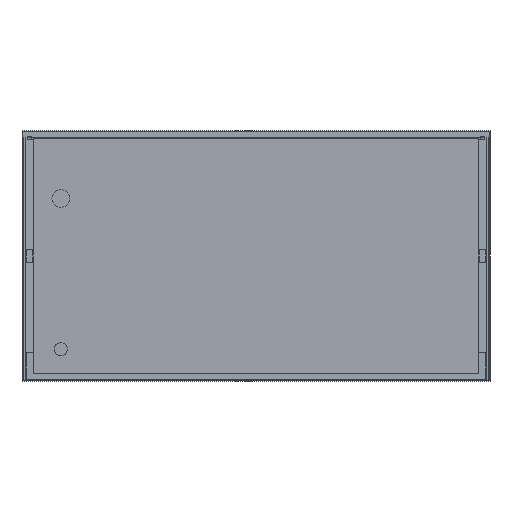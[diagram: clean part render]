
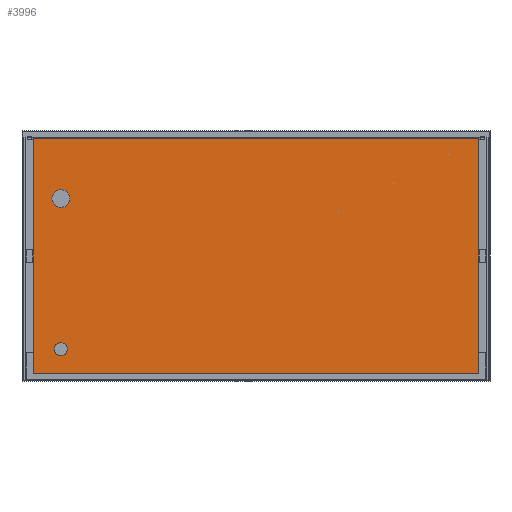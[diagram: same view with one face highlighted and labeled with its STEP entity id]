
A CAD part, front view. The second image highlights one B-rep face of the part: STEP entity #3996.
In plain terms, the highlighted planar face has unit normal (0, -1, 0).
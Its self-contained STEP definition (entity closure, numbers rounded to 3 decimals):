
#202=FACE_OUTER_BOUND('',#441,.T.);
#441=EDGE_LOOP('',(#2673,#2674,#2675,#2676));
#693=LINE('',#5658,#1201);
#697=LINE('',#5666,#1205);
#700=LINE('',#5672,#1208);
#703=LINE('',#5677,#1211);
#1201=VECTOR('',#4568,1000.);
#1205=VECTOR('',#4574,1000.);
#1208=VECTOR('',#4579,1000.);
#1211=VECTOR('',#4584,1000.);
#1709=VERTEX_POINT('',#5656);
#1710=VERTEX_POINT('',#5657);
#1713=VERTEX_POINT('',#5665);
#1715=VERTEX_POINT('',#5671);
#2089=EDGE_CURVE('',#1709,#1710,#693,.T.);
#2093=EDGE_CURVE('',#1710,#1713,#697,.T.);
#2096=EDGE_CURVE('',#1713,#1715,#700,.T.);
#2099=EDGE_CURVE('',#1715,#1709,#703,.T.);
#2673=ORIENTED_EDGE('',*,*,#2089,.F.);
#2674=ORIENTED_EDGE('',*,*,#2099,.F.);
#2675=ORIENTED_EDGE('',*,*,#2096,.F.);
#2676=ORIENTED_EDGE('',*,*,#2093,.F.);
#3774=PLANE('',#4279);
#3996=ADVANCED_FACE('',(#202),#3774,.F.);
#4279=AXIS2_PLACEMENT_3D('',#5688,#4592,#4593);
#4568=DIRECTION('',(0.,0.,-1.));
#4574=DIRECTION('',(-1.,0.,0.));
#4579=DIRECTION('',(0.,0.,1.));
#4584=DIRECTION('',(1.,0.,0.));
#4592=DIRECTION('center_axis',(0.,1.,0.));
#4593=DIRECTION('ref_axis',(0.,0.,1.));
#5656=CARTESIAN_POINT('',(687.5,0.,362.5));
#5657=CARTESIAN_POINT('',(687.5,0.,-362.5));
#5658=CARTESIAN_POINT('',(687.5,0.,-362.5));
#5665=CARTESIAN_POINT('',(-687.5,0.,-362.5));
#5666=CARTESIAN_POINT('',(-687.5,0.,-362.5));
#5671=CARTESIAN_POINT('',(-687.5,0.,362.5));
#5672=CARTESIAN_POINT('',(-687.5,0.,-362.5));
#5677=CARTESIAN_POINT('',(-687.5,0.,362.5));
#5688=CARTESIAN_POINT('Origin',(0.,0.,0.));
